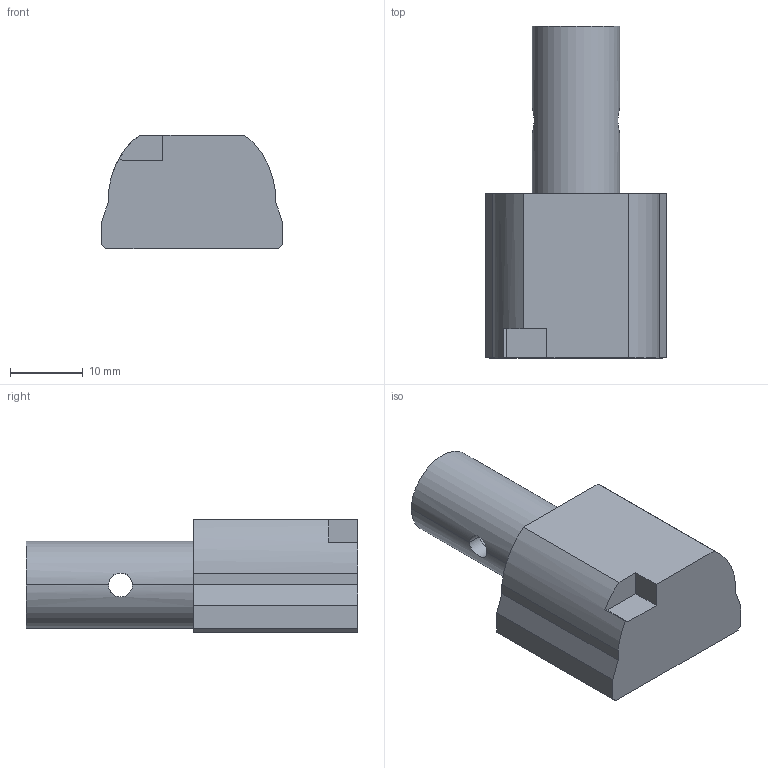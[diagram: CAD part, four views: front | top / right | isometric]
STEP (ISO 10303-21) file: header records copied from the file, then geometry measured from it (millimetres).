
FILE_DESCRIPTION((''),'2;1');
FILE_NAME('3d_KBP1L11.stp','2012-10-03T08:08:34',(''),(''),'Mechanical Desktop 2011','Mechanical Desktop 2011',', , ');
FILE_SCHEMA(('CONFIG_CONTROL_DESIGN'));
Length unit declared in the file: millimetre
Products named in the file (1): Product
Bounding box: 24.88 x 45.7 x 15.68 mm (x, y, z)
Volume: 9199.3 mm3; surface area: 3940.2 mm2
Topology: 2 solids, 2 shells, 28 faces, 82 edges, 56 vertices
Faces by surface type: plane 18, cylinder 10
Entity records: 1269 total; most frequent: CARTESIAN_POINT 433, ORIENTED_EDGE 160, DIRECTION 141, EDGE_CURVE 80, VECTOR 57, LINE 57, VERTEX_POINT 52, AXIS2_PLACEMENT_3D 42
